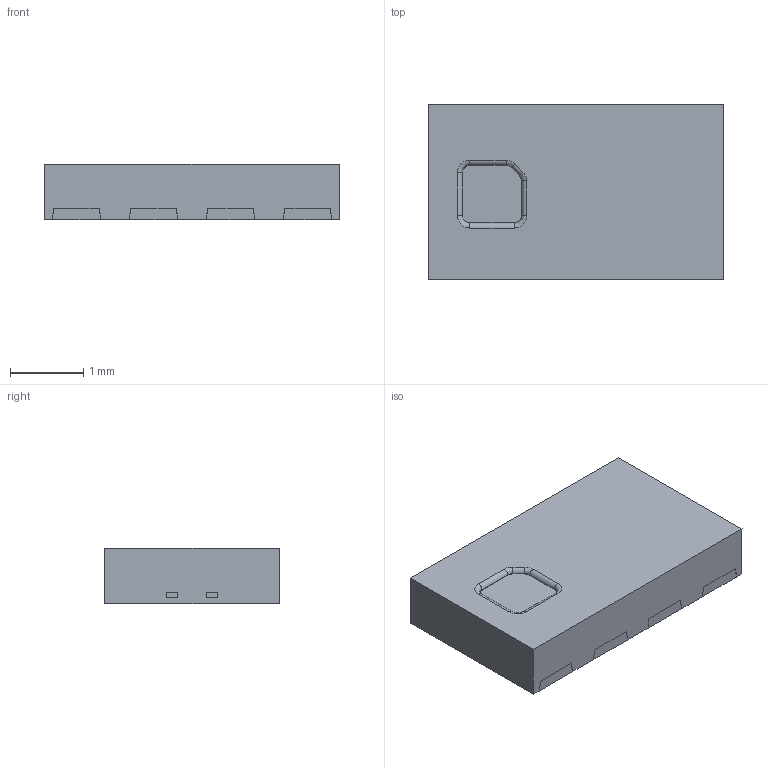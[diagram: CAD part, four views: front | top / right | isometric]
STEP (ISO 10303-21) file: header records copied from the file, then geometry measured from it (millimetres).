
FILE_DESCRIPTION(/* description */ ('Ableitung für STEP'),/* implementation_level */ '2;1');
FILE_NAME(/* name */ 'MarCom-3D-VCNL4035.stp',/* time_stamp */ '2017-06-28T10:24:26+02:00',/* author */ ('akamay'),/* organization */ (''),/* preprocessor_version */ 'ST-DEVELOPER v16.1',/* originating_system */ 'Autodesk Inventor 2016',/* authorisation */ '');
FILE_SCHEMA (('AUTOMOTIVE_DESIGN { 1 0 10303 214 3 1 1 }'));
Length unit declared in the file: millimetre
Products named in the file (1): AK-3.0004.31-Ableitung
Bounding box: 4.02 x 2.38 x 0.75 mm (x, y, z)
Volume: 7.1 mm3; surface area: 28.8 mm2
Topology: 1 solids, 1 shells, 47 faces, 240 edges, 200 vertices
Faces by surface type: plane 32, cylinder 10, bspline 5
Entity records: 2734 total; most frequent: CARTESIAN_POINT 598, ORIENTED_EDGE 480, DIRECTION 392, EDGE_CURVE 240, VERTEX_POINT 200, LINE 174, VECTOR 174, AXIS2_PLACEMENT_3D 109
